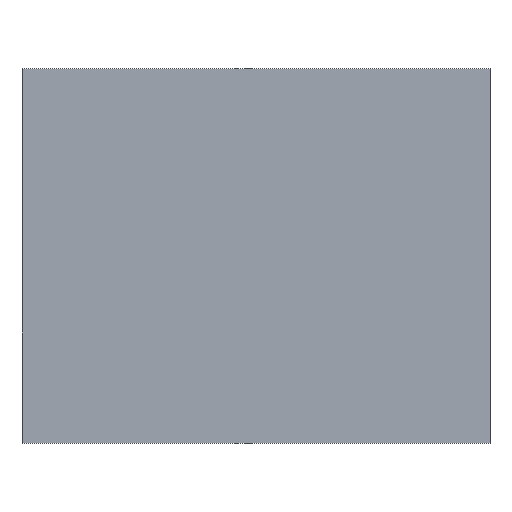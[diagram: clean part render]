
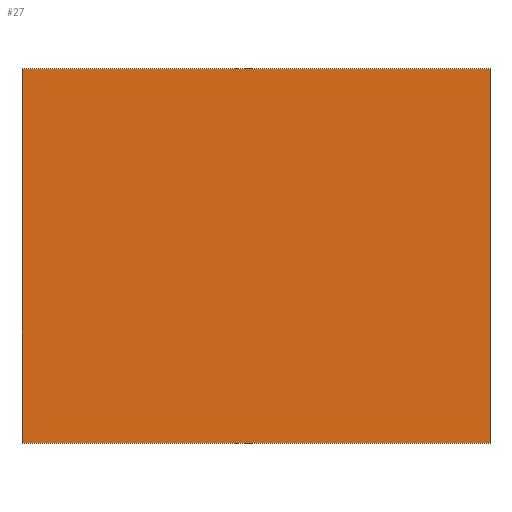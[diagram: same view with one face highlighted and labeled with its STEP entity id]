
A CAD part, top view. The second image highlights one B-rep face of the part: STEP entity #27.
In plain terms, the highlighted planar face has unit normal (0, 0, 1).
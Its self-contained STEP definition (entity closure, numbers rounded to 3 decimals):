
#3 = VERTEX_POINT ( 'NONE', #63 ) ;
#8 = LINE ( 'NONE', #121, #182 ) ;
#12 = AXIS2_PLACEMENT_3D ( 'NONE', #81, #87, #149 ) ;
#14 = LINE ( 'NONE', #170, #29 ) ;
#18 = ORIENTED_EDGE ( 'NONE', *, *, #163, .T. ) ;
#19 = ORIENTED_EDGE ( 'NONE', *, *, #198, .F. ) ;
#24 = DIRECTION ( 'NONE',  ( 0., -1., 0. ) ) ;
#25 = EDGE_CURVE ( 'NONE', #3, #172, #28, .T. ) ;
#26 = EDGE_CURVE ( 'NONE', #127, #89, #14, .T. ) ;
#27 = ADVANCED_FACE ( 'NONE', ( #184 ), #171, .F. ) ;
#28 = LINE ( 'NONE', #115, #97 ) ;
#29 = VECTOR ( 'NONE', #188, 1000. ) ;
#33 = EDGE_LOOP ( 'NONE', ( #18, #118, #19, #116 ) ) ;
#52 = DIRECTION ( 'NONE',  ( 0., -1., 0. ) ) ;
#63 = CARTESIAN_POINT ( 'NONE',  ( 10., 8., 0. ) ) ;
#72 = CARTESIAN_POINT ( 'NONE',  ( 10., 0., 0. ) ) ;
#73 = CARTESIAN_POINT ( 'NONE',  ( 0., 0., 0. ) ) ;
#81 = CARTESIAN_POINT ( 'NONE',  ( 10., 0., 0. ) ) ;
#87 = DIRECTION ( 'NONE',  ( 0., 0., -1. ) ) ;
#88 = CARTESIAN_POINT ( 'NONE',  ( 0., 8., 0. ) ) ;
#89 = VERTEX_POINT ( 'NONE', #132 ) ;
#97 = VECTOR ( 'NONE', #190, 1000. ) ;
#106 = LINE ( 'NONE', #73, #196 ) ;
#115 = CARTESIAN_POINT ( 'NONE',  ( 10., 8., 0. ) ) ;
#116 = ORIENTED_EDGE ( 'NONE', *, *, #25, .T. ) ;
#118 = ORIENTED_EDGE ( 'NONE', *, *, #26, .F. ) ;
#121 = CARTESIAN_POINT ( 'NONE',  ( 10., 0., 0. ) ) ;
#127 = VERTEX_POINT ( 'NONE', #72 ) ;
#132 = CARTESIAN_POINT ( 'NONE',  ( 0., 0., 0. ) ) ;
#149 = DIRECTION ( 'NONE',  ( -1., 0., 0. ) ) ;
#163 = EDGE_CURVE ( 'NONE', #172, #89, #106, .T. ) ;
#170 = CARTESIAN_POINT ( 'NONE',  ( 10., 0., 0. ) ) ;
#171 = PLANE ( 'NONE',  #12 ) ;
#172 = VERTEX_POINT ( 'NONE', #88 ) ;
#182 = VECTOR ( 'NONE', #52, 1000. ) ;
#184 = FACE_OUTER_BOUND ( 'NONE', #33, .T. ) ;
#188 = DIRECTION ( 'NONE',  ( -1., 0., 0. ) ) ;
#190 = DIRECTION ( 'NONE',  ( -1., 0., 0. ) ) ;
#196 = VECTOR ( 'NONE', #24, 1000. ) ;
#198 = EDGE_CURVE ( 'NONE', #3, #127, #8, .T. ) ;
